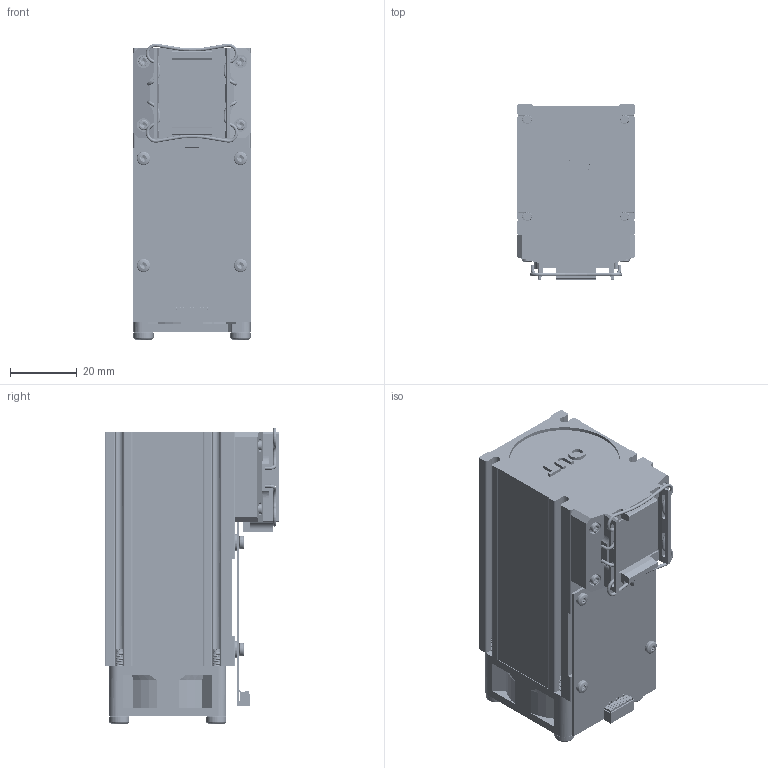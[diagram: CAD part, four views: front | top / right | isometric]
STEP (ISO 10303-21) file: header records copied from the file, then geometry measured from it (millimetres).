
FILE_DESCRIPTION(/* description */ (''),/* implementation_level */ '2;1');
FILE_NAME(/* name */ 'MRC_C35_BBF1E2_step.stp',/* time_stamp */ '2023-09-07T11:43:25+02:00',/* author */ (''),/* organization */ (''),/* preprocessor_version */ 'ST-DEVELOPER v16',/* originating_system */ 'SIEMENS PLM Software NX 11.0',/* authorisation */ '');
FILE_SCHEMA (('AUTOMOTIVE_DESIGN { 1 0 10303 214 3 1 1 1 }'));
Products named in the file (1): pier52580F1Fm083
Bounding box: 35 x 52.3 x 88.73 mm (x, y, z)
Volume: 104563.3 mm3; surface area: 31854.7 mm2
Topology: 2 solids, 2 shells, 2179 faces, 6407 edges, 4172 vertices
Faces by surface type: cylinder 811, plane 533, bspline 469, cone 202, torus 123, sphere 24, extrusion 17
Full cylindrical faces by diameter (mm): 0.98 x8, 1.46 x20, 1.8 x4, 1.83 x22, 2.2 x8, 2.3 x4, 2.7 x4, 3.4 x4, 4 x4, 5 x4, 33.2 x1
Entity records: 171308 total; most frequent: CARTESIAN_POINT 121959, ORIENTED_EDGE 12288, DIRECTION 7817, EDGE_CURVE 6144, VERTEX_POINT 4047, AXIS2_PLACEMENT_3D 2657, VECTOR 2503, LINE 2486
